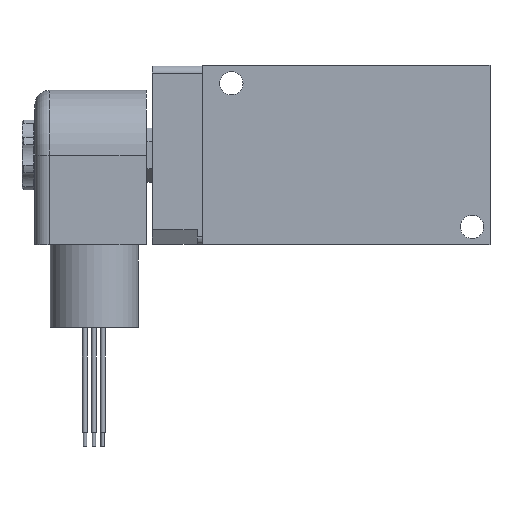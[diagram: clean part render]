
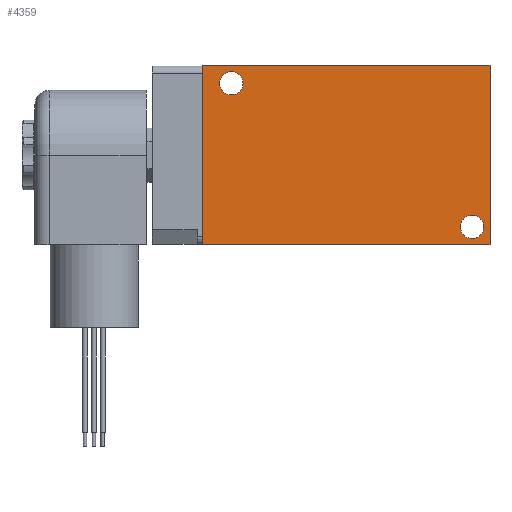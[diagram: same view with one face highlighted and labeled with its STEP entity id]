
A CAD part, left-side view. The second image highlights one B-rep face of the part: STEP entity #4359.
In plain terms, the highlighted planar face has unit normal (-1, 0, 0).
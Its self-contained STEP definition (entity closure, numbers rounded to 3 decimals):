
#250=PLANE('',#5169);
#426=CIRCLE('',#5164,3.25);
#428=CIRCLE('',#5167,3.25);
#835=ORIENTED_EDGE('',*,*,#2017,.T.);
#836=ORIENTED_EDGE('',*,*,#2015,.T.);
#837=ORIENTED_EDGE('',*,*,#1995,.F.);
#838=ORIENTED_EDGE('',*,*,#1965,.F.);
#839=ORIENTED_EDGE('',*,*,#2012,.F.);
#840=ORIENTED_EDGE('',*,*,#2009,.F.);
#1965=EDGE_CURVE('',#2556,#2557,#2999,.T.);
#1995=EDGE_CURVE('',#2557,#2579,#3010,.T.);
#2009=EDGE_CURVE('',#2579,#2592,#3018,.T.);
#2012=EDGE_CURVE('',#2592,#2556,#3021,.T.);
#2015=EDGE_CURVE('',#2595,#2595,#426,.T.);
#2017=EDGE_CURVE('',#2597,#2597,#428,.T.);
#2556=VERTEX_POINT('',#7225);
#2557=VERTEX_POINT('',#7226);
#2579=VERTEX_POINT('',#7301);
#2592=VERTEX_POINT('',#7329);
#2595=VERTEX_POINT('',#7340);
#2597=VERTEX_POINT('',#7345);
#2999=LINE('',#7224,#3200);
#3010=LINE('',#7300,#3211);
#3018=LINE('',#7328,#3219);
#3021=LINE('',#7334,#3222);
#3200=VECTOR('',#5825,1000.);
#3211=VECTOR('',#5872,1000.);
#3219=VECTOR('',#5894,1000.);
#3222=VECTOR('',#5899,1000.);
#3384=EDGE_LOOP('',(#835));
#3385=EDGE_LOOP('',(#836));
#3386=EDGE_LOOP('',(#837,#838,#839,#840));
#3832=FACE_BOUND('',#3384,.T.);
#3833=FACE_BOUND('',#3385,.T.);
#3834=FACE_BOUND('',#3386,.T.);
#4359=ADVANCED_FACE('',(#3832,#3833,#3834),#250,.F.);
#5164=AXIS2_PLACEMENT_3D('',#7339,#5905,#5906);
#5167=AXIS2_PLACEMENT_3D('',#7344,#5911,#5912);
#5169=AXIS2_PLACEMENT_3D('',#7347,#5915,#5916);
#5825=DIRECTION('',(0.,1.,0.));
#5872=DIRECTION('',(0.,0.,1.));
#5894=DIRECTION('',(0.,-1.,0.));
#5899=DIRECTION('',(0.,0.,-1.));
#5905=DIRECTION('',(1.,0.,0.));
#5906=DIRECTION('',(0.,0.,-1.));
#5911=DIRECTION('',(1.,0.,0.));
#5912=DIRECTION('',(0.,0.,-1.));
#5915=DIRECTION('',(1.,0.,0.));
#5916=DIRECTION('',(0.,0.,-1.));
#7224=CARTESIAN_POINT('',(-15.2,0.,-25.));
#7225=CARTESIAN_POINT('',(-15.2,0.,-25.));
#7226=CARTESIAN_POINT('',(-15.2,80.,-25.));
#7300=CARTESIAN_POINT('',(-15.2,80.,-25.));
#7301=CARTESIAN_POINT('',(-15.2,80.,25.));
#7328=CARTESIAN_POINT('',(-15.2,80.,25.));
#7329=CARTESIAN_POINT('',(-15.2,0.,25.));
#7334=CARTESIAN_POINT('',(-15.2,0.,25.));
#7339=CARTESIAN_POINT('',(-15.2,5.,-20.));
#7340=CARTESIAN_POINT('',(-15.2,5.,-23.25));
#7344=CARTESIAN_POINT('',(-15.2,72.,20.));
#7345=CARTESIAN_POINT('',(-15.2,72.,16.75));
#7347=CARTESIAN_POINT('',(-15.2,0.,0.));
